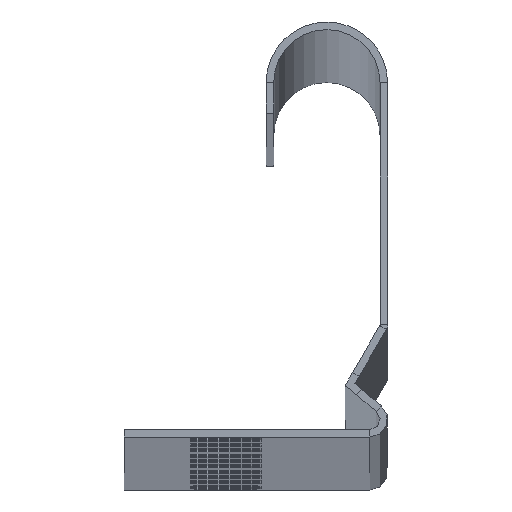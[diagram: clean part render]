
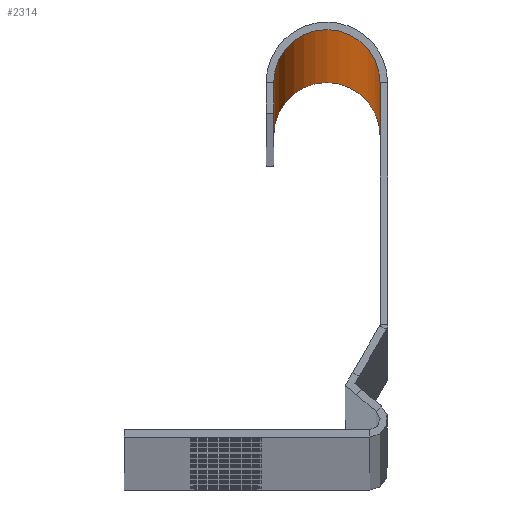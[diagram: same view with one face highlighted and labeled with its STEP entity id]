
A CAD part, top view. The second image highlights one B-rep face of the part: STEP entity #2314.
In plain terms, the highlighted cylindrical face has radius 5.25 mm (diameter 10.5 mm), a partial arc.
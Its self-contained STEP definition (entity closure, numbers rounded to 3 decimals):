
#186 = LINE ( 'NONE', #2956, #1976 ) ;
#216 = DIRECTION ( 'NONE',  ( 0., 0., -1. ) ) ;
#235 = AXIS2_PLACEMENT_3D ( 'NONE', #1524, #1889, #3531 ) ;
#478 = FACE_OUTER_BOUND ( 'NONE', #2600, .T. ) ;
#518 = EDGE_CURVE ( 'NONE', #1283, #3190, #4461, .T. ) ;
#747 = EDGE_CURVE ( 'NONE', #2453, #1283, #942, .T. ) ;
#942 = CIRCLE ( 'NONE', #3855, 5.25 ) ;
#1025 = VERTEX_POINT ( 'NONE', #3493 ) ;
#1283 = VERTEX_POINT ( 'NONE', #4140 ) ;
#1370 = ORIENTED_EDGE ( 'NONE', *, *, #747, .F. ) ;
#1524 = CARTESIAN_POINT ( 'NONE',  ( 20., 35., 0. ) ) ;
#1726 = CIRCLE ( 'NONE', #235, 5.25 ) ;
#1889 = DIRECTION ( 'NONE',  ( 0., 0., 1. ) ) ;
#1976 = VECTOR ( 'NONE', #4576, 1000. ) ;
#2055 = CYLINDRICAL_SURFACE ( 'NONE', #2144, 5.25 ) ;
#2144 = AXIS2_PLACEMENT_3D ( 'NONE', #4265, #4841, #3245 ) ;
#2314 = ADVANCED_FACE ( 'NONE', ( #478 ), #2055, .F. ) ;
#2392 = DIRECTION ( 'NONE',  ( -1., 0., 0. ) ) ;
#2414 = CARTESIAN_POINT ( 'NONE',  ( 20., 35., 2995. ) ) ;
#2453 = VERTEX_POINT ( 'NONE', #3324 ) ;
#2600 = EDGE_LOOP ( 'NONE', ( #1370, #3640, #5079, #3546 ) ) ;
#2956 = CARTESIAN_POINT ( 'NONE',  ( 14.75, 35., 2995. ) ) ;
#3190 = VERTEX_POINT ( 'NONE', #3681 ) ;
#3245 = DIRECTION ( 'NONE',  ( -1., 0., 0. ) ) ;
#3324 = CARTESIAN_POINT ( 'NONE',  ( 14.75, 35., 2995. ) ) ;
#3493 = CARTESIAN_POINT ( 'NONE',  ( 14.75, 35., 0. ) ) ;
#3531 = DIRECTION ( 'NONE',  ( -1., 0., 0. ) ) ;
#3546 = ORIENTED_EDGE ( 'NONE', *, *, #518, .F. ) ;
#3640 = ORIENTED_EDGE ( 'NONE', *, *, #3679, .T. ) ;
#3679 = EDGE_CURVE ( 'NONE', #2453, #1025, #186, .T. ) ;
#3681 = CARTESIAN_POINT ( 'NONE',  ( 25.25, 35., 0. ) ) ;
#3773 = CARTESIAN_POINT ( 'NONE',  ( 25.25, 35., 2995. ) ) ;
#3855 = AXIS2_PLACEMENT_3D ( 'NONE', #2414, #4798, #2392 ) ;
#4140 = CARTESIAN_POINT ( 'NONE',  ( 25.25, 35., 2995. ) ) ;
#4265 = CARTESIAN_POINT ( 'NONE',  ( 20., 35., 5990.621 ) ) ;
#4461 = LINE ( 'NONE', #3773, #4470 ) ;
#4470 = VECTOR ( 'NONE', #216, 1000. ) ;
#4576 = DIRECTION ( 'NONE',  ( 0., 0., -1. ) ) ;
#4798 = DIRECTION ( 'NONE',  ( 0., 0., -1. ) ) ;
#4841 = DIRECTION ( 'NONE',  ( 0., 0., -1. ) ) ;
#5079 = ORIENTED_EDGE ( 'NONE', *, *, #5179, .F. ) ;
#5179 = EDGE_CURVE ( 'NONE', #3190, #1025, #1726, .T. ) ;
